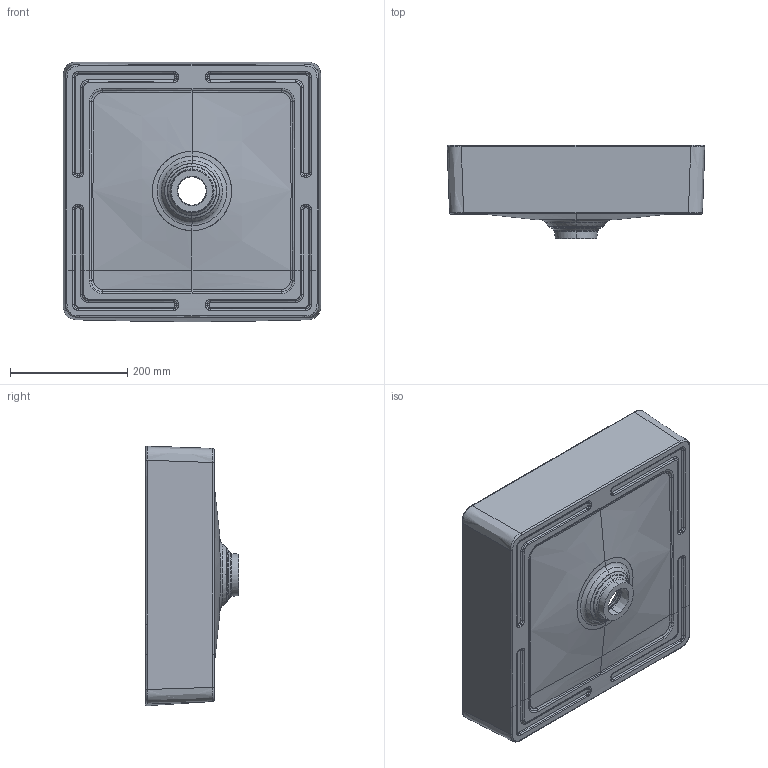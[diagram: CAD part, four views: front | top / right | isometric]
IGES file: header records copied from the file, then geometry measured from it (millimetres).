
Start section: JAMA-IS VERSION  1.0  PTC IGES file: 42-basin_model-20181115.igs
Global section: file name: 42-basin_model-20181115.igs; native system: Creo Parametric by PTC Inc.; preprocessor: 2014440; author: 10113538; organization: Unknown; date: 20181116.171649; units: millimetre
Bounding box: 438.71 x 159.84 x 442.26 mm (x, y, z)
Volume: 5192421.6 mm3; surface area: 913538.1 mm2
Topology: 1 solids, 2 shells, 282 faces, 672 edges, 395 vertices
Faces by surface type: bspline 282
